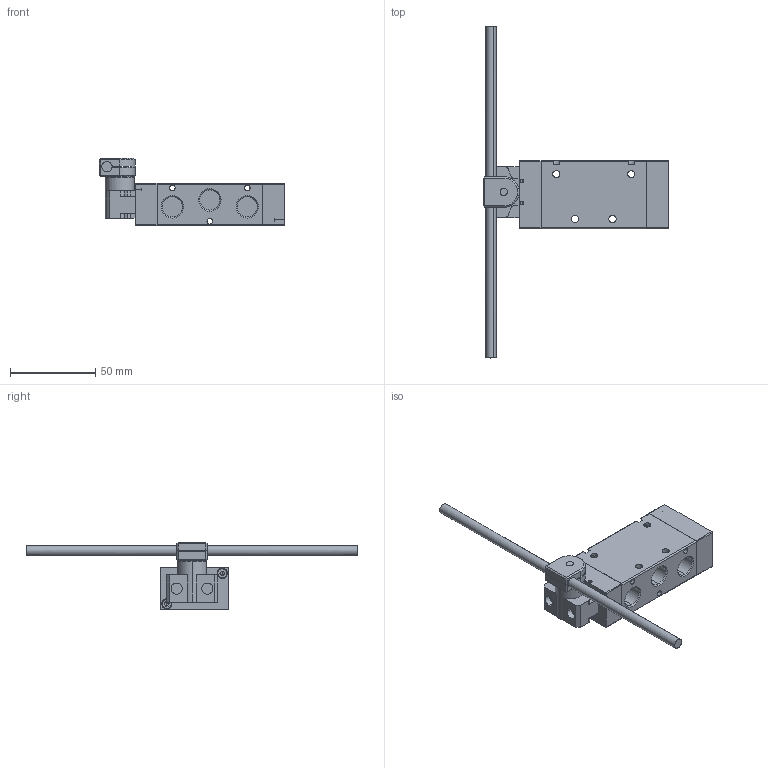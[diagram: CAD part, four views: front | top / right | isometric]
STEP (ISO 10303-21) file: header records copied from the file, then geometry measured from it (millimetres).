
FILE_DESCRIPTION (( 'STEP AP214' ), '1' );
FILE_NAME ('97_4_g74.STEP', '2015-12-21T15:10:25', ( '' ), ( '' ), 'SwSTEP 2.0', 'SolidWorks 2016', '' );
FILE_SCHEMA (( 'AUTOMOTIVE_DESIGN' ));
Length unit declared in the file: millimetre
Products named in the file (1): 97_4_g74
Bounding box: 108.9 x 195 x 39.75 mm (x, y, z)
Volume: 96574.7 mm3; surface area: 31254.9 mm2
Topology: 8 solids, 8 shells, 379 faces, 919 edges, 580 vertices
Faces by surface type: plane 192, cylinder 107, cone 41, bspline 21, torus 18
Entity records: 13101 total; most frequent: CARTESIAN_POINT 3525, DIRECTION 1886, ORIENTED_EDGE 1822, EDGE_CURVE 911, AXIS2_PLACEMENT_3D 674, VERTEX_POINT 580, LINE 538, VECTOR 538
